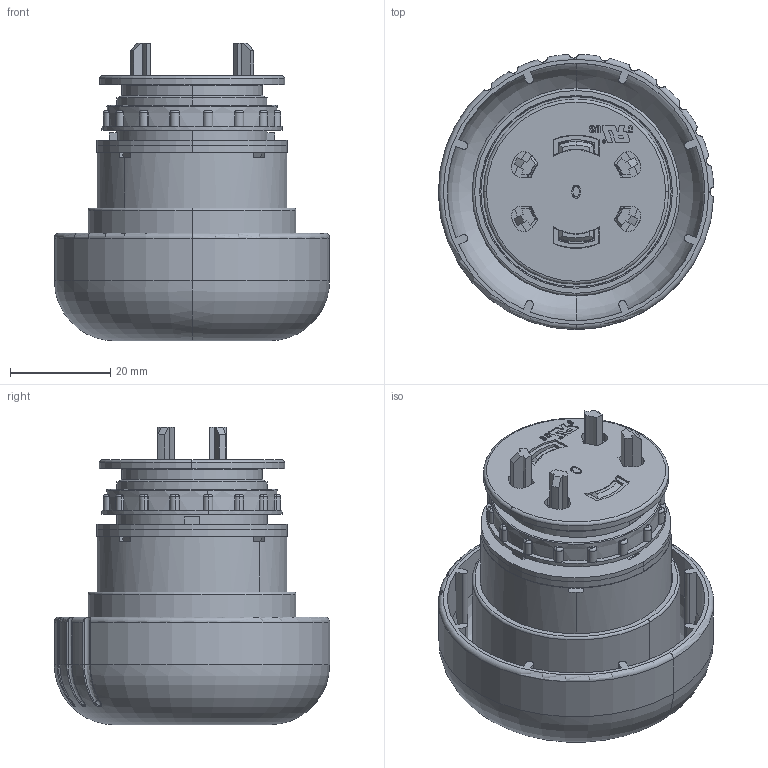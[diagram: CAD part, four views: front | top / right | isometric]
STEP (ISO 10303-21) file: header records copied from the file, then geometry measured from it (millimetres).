
FILE_DESCRIPTION (( 'STEP AP203' ), '1' );
FILE_NAME ('8602A0730-1-rg-Not-Aus.STEP', '2015-09-04T13:09:51', ( '' ), ( '' ), 'SwSTEP 2.0', 'SolidWorks 2015', '' );
FILE_SCHEMA (( 'CONFIG_CONTROL_DESIGN' ));
Length unit declared in the file: millimetre
Products named in the file (11): 86_029_01_91_0; 86_020_01_06_0; 8602A0730-1-rg-Not-Aus; 86_029_07_95_0; 86_029_01_84_0-Pfeil; 86_029_06_24_0; 86_029_19_15_0; 86_029_01_80_0; 86_029_02_15_0_86 029 02 15 0; 86_029_01_55_0; 86_029_15_55_0_86_029_15_55_0
Assembly tree (10 placements, depth 3):
  8602A0730-1-rg-Not-Aus
    86_020_01_06_0
      86_029_01_80_0
      86_029_01_55_0
      86_029_06_24_0
      86_029_19_15_0
      86_029_02_15_0_86 029 02 15 0
    86_029_07_95_0
    86_029_15_55_0_86_029_15_55_0
    86_029_01_91_0
    86_029_01_84_0-Pfeil
Bounding box: 54.96 x 54.99 x 59.4 mm (x, y, z)
Volume: 34940.3 mm3; surface area: 50087.3 mm2
Topology: 9 solids, 9 shells, 2816 faces, 7731 edges, 5067 vertices
Faces by surface type: plane 1458, cylinder 607, bspline 502, torus 131, cone 103, sphere 15
Entity records: 121930 total; most frequent: CARTESIAN_POINT 51919, ORIENTED_EDGE 15458, DIRECTION 12774, EDGE_CURVE 7729, VERTEX_POINT 5067, VECTOR 4392, LINE 4392, AXIS2_PLACEMENT_3D 4191
